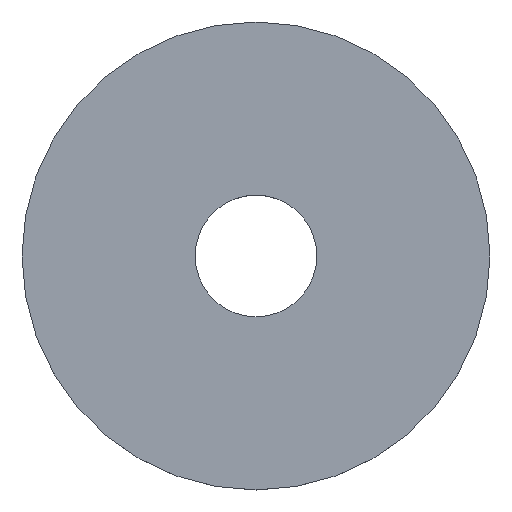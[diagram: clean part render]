
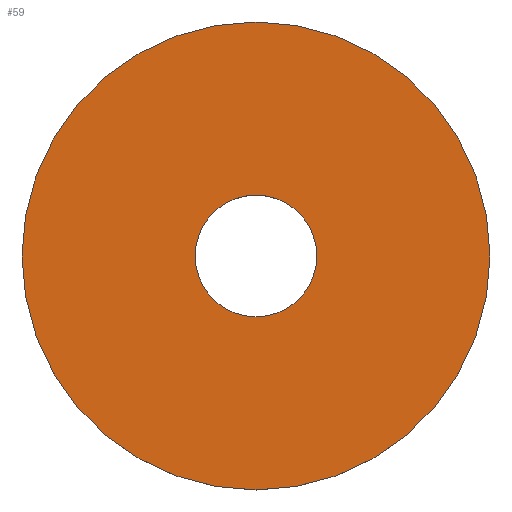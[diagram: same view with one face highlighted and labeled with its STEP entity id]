
A CAD part, top view. The second image highlights one B-rep face of the part: STEP entity #59.
In plain terms, the highlighted planar face has unit normal (0, 0, 1).
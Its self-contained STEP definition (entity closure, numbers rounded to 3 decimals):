
#1 = AXIS2_PLACEMENT_3D ( 'NONE', #81, #15, #66 ) ;
#5 = FACE_BOUND ( 'NONE', #111, .T. ) ;
#13 = VERTEX_POINT ( 'NONE', #43 ) ;
#15 = DIRECTION ( 'NONE',  ( 0., 0., -1. ) ) ;
#31 = VERTEX_POINT ( 'NONE', #115 ) ;
#35 = EDGE_CURVE ( 'NONE', #31, #31, #105, .T. ) ;
#39 = CARTESIAN_POINT ( 'NONE',  ( 0., 6.5, 1.8 ) ) ;
#43 = CARTESIAN_POINT ( 'NONE',  ( 0., 25., 1.8 ) ) ;
#49 = EDGE_LOOP ( 'NONE', ( #64 ) ) ;
#59 = ADVANCED_FACE ( 'NONE', ( #5, #110 ), #129, .T. ) ;
#62 = CARTESIAN_POINT ( 'NONE',  ( 0., 0., 1.8 ) ) ;
#64 = ORIENTED_EDGE ( 'NONE', *, *, #163, .F. ) ;
#66 = DIRECTION ( 'NONE',  ( 0., 1., 0. ) ) ;
#76 = ORIENTED_EDGE ( 'NONE', *, *, #35, .T. ) ;
#81 = CARTESIAN_POINT ( 'NONE',  ( 0., 0., 1.8 ) ) ;
#90 = AXIS2_PLACEMENT_3D ( 'NONE', #62, #123, #141 ) ;
#97 = DIRECTION ( 'NONE',  ( 0., 0., 1. ) ) ;
#105 = CIRCLE ( 'NONE', #90, 6.5 ) ;
#110 = FACE_OUTER_BOUND ( 'NONE', #49, .T. ) ;
#111 = EDGE_LOOP ( 'NONE', ( #76 ) ) ;
#115 = CARTESIAN_POINT ( 'NONE',  ( 0., 6.5, 1.8 ) ) ;
#117 = AXIS2_PLACEMENT_3D ( 'NONE', #39, #97, #153 ) ;
#123 = DIRECTION ( 'NONE',  ( 0., 0., -1. ) ) ;
#129 = PLANE ( 'NONE',  #117 ) ;
#130 = CIRCLE ( 'NONE', #1, 25. ) ;
#141 = DIRECTION ( 'NONE',  ( 0., 1., 0. ) ) ;
#153 = DIRECTION ( 'NONE',  ( 0., -1., 0. ) ) ;
#163 = EDGE_CURVE ( 'NONE', #13, #13, #130, .T. ) ;
